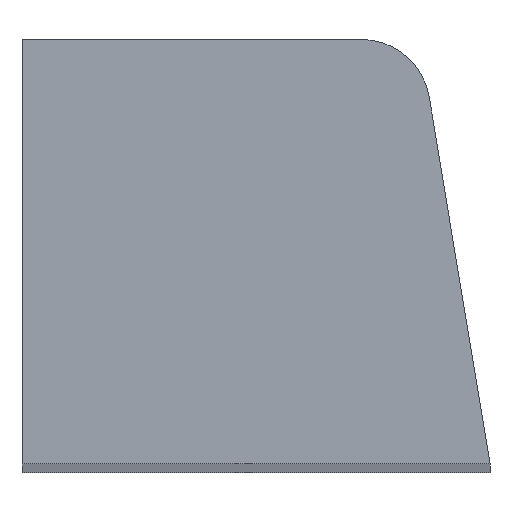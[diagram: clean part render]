
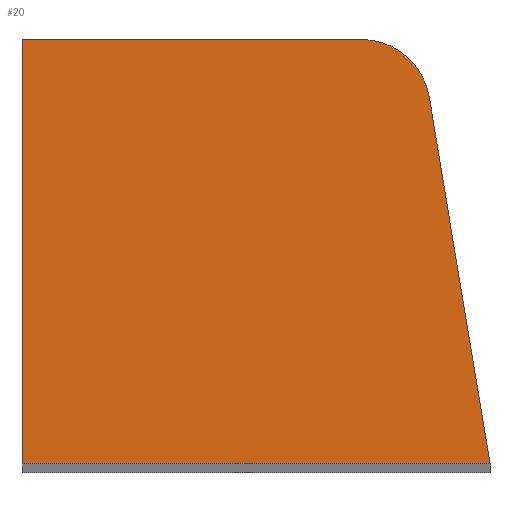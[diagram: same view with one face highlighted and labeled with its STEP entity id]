
A CAD part, top view. The second image highlights one B-rep face of the part: STEP entity #20.
In plain terms, the highlighted planar face has unit normal (0, 0, 1).
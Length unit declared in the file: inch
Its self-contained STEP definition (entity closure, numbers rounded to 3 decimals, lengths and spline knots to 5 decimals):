
#20=ADVANCED_FACE('',(#27),#113,.T.);
#27=FACE_OUTER_BOUND('',#34,.T.);
#34=EDGE_LOOP('',(#60,#61,#62,#63,#64));
#60=ORIENTED_EDGE('',*,*,#67,.T.);
#61=ORIENTED_EDGE('',*,*,#71,.T.);
#62=ORIENTED_EDGE('',*,*,#74,.T.);
#63=ORIENTED_EDGE('',*,*,#77,.T.);
#64=ORIENTED_EDGE('',*,*,#79,.T.);
#67=EDGE_CURVE('',#100,#99,#86,.T.);
#71=EDGE_CURVE('',#99,#102,#90,.T.);
#74=EDGE_CURVE('',#102,#104,#93,.T.);
#77=EDGE_CURVE('',#104,#106,#96,.T.);
#79=EDGE_CURVE('',#106,#100,#81,.T.);
#81=TRIMMED_CURVE($,#83,(#278),(#279),.T.,.CARTESIAN.);
#83=CIRCLE('',#213,0.02083);
#86=B_SPLINE_CURVE_WITH_KNOTS('',1,(#252,#253),.UNSPECIFIED.,.F.,.F.,(2,
2),(-50.60708,-45.66722),.UNSPECIFIED.);
#90=B_SPLINE_CURVE_WITH_KNOTS('',1,(#260,#261),.UNSPECIFIED.,.F.,.F.,(2,
2),(-45.66722,-39.36842),.UNSPECIFIED.);
#93=B_SPLINE_CURVE_WITH_KNOTS('',1,(#266,#267),.UNSPECIFIED.,.F.,.F.,(2,
2),(-39.36842,-32.55679),.UNSPECIFIED.);
#96=B_SPLINE_CURVE_WITH_KNOTS('',1,(#272,#273),.UNSPECIFIED.,.F.,.F.,(2,
2),(-32.55679,-27.14435),.UNSPECIFIED.);
#99=VERTEX_POINT('',#240);
#100=VERTEX_POINT('',#241);
#102=VERTEX_POINT('',#243);
#104=VERTEX_POINT('',#245);
#106=VERTEX_POINT('',#247);
#113=PLANE('',#211);
#211=AXIS2_PLACEMENT_3D('',#237,#223,$);
#213=AXIS2_PLACEMENT_3D($,#277,#226,#227);
#223=DIRECTION('',(0.,0.,1.));
#226=DIRECTION('',(0.,0.,1.));
#227=DIRECTION('',(0.987,0.163,0.));
#237=CARTESIAN_POINT('',(0.15962,0.22476,1.5));
#240=CARTESIAN_POINT('',(0.,0.20868,1.5));
#241=CARTESIAN_POINT('',(0.10291,0.20868,1.5));
#243=CARTESIAN_POINT('',(0.,0.08001,1.5));
#245=CARTESIAN_POINT('',(0.14189,0.08001,1.5));
#247=CARTESIAN_POINT('',(0.12347,0.19125,1.5));
#252=CARTESIAN_POINT('',(0.10291,0.20868,1.5));
#253=CARTESIAN_POINT('',(0.,0.20868,1.5));
#260=CARTESIAN_POINT('',(0.,0.20868,1.5));
#261=CARTESIAN_POINT('',(0.,0.08001,1.5));
#266=CARTESIAN_POINT('',(0.,0.08001,1.5));
#267=CARTESIAN_POINT('',(0.14189,0.08001,1.5));
#272=CARTESIAN_POINT('',(0.14189,0.08001,1.5));
#273=CARTESIAN_POINT('',(0.12347,0.19125,1.5));
#277=CARTESIAN_POINT('',(0.10291,0.18785,1.5));
#278=CARTESIAN_POINT('',(0.12347,0.19125,1.5));
#279=CARTESIAN_POINT('',(0.10291,0.20868,1.5));
